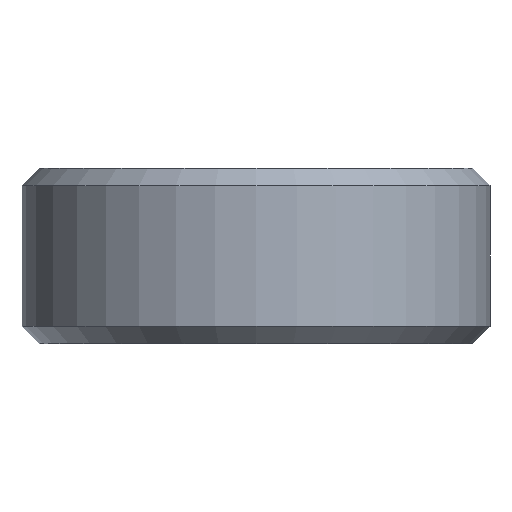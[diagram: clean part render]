
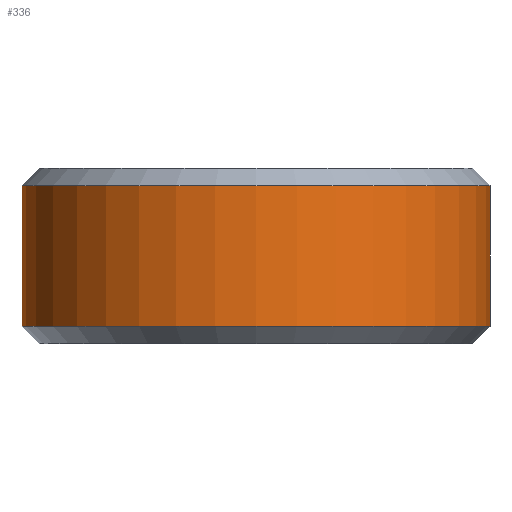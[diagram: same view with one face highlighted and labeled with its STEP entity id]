
A CAD part, left-side view. The second image highlights one B-rep face of the part: STEP entity #336.
In plain terms, the highlighted cylindrical face has radius 20 mm (diameter 40 mm), a partial arc.
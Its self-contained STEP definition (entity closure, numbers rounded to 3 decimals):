
#194=EDGE_CURVE('NONE',#256,#326,#461,.T.);
#206=VERTEX_POINT('NONE',#475);
#256=VERTEX_POINT('NONE',#534);
#326=VERTEX_POINT('NONE',#613);
#336=ADVANCED_FACE('NONE',(#626),#627,.T.);
#338=EDGE_CURVE('NONE',#206,#326,#629,.T.);
#344=EDGE_CURVE('NONE',#346,#256,#636,.T.);
#346=VERTEX_POINT('NONE',#638);
#352=EDGE_CURVE('NONE',#346,#206,#644,.T.);
#461=CIRCLE('',#763,20.0);
#475=CARTESIAN_POINT('',(0.0,-20.0,-13.5));
#534=CARTESIAN_POINT('',(0.,20.0,-1.5));
#613=CARTESIAN_POINT('',(0.0,-20.0,-1.5));
#626=FACE_OUTER_BOUND('',#1063,.T.);
#627=CYLINDRICAL_SURFACE('',#1064,20.0);
#629=LINE('',#1067,#1068);
#636=LINE('',#1078,#1079);
#638=CARTESIAN_POINT('',(0.,20.0,-13.5));
#644=CIRCLE('',#1088,20.0);
#763=AXIS2_PLACEMENT_3D('',#1198,#1199,#1200);
#1063=EDGE_LOOP('',(#1429,#1430,#1431,#1432));
#1064=AXIS2_PLACEMENT_3D('',#1433,#1434,#1435);
#1067=CARTESIAN_POINT('',(0.0,-20.0,4.475));
#1068=VECTOR('',#1436,1000.0);
#1078=CARTESIAN_POINT('',(0.,20.0,4.475));
#1079=VECTOR('',#1444,1000.0);
#1088=AXIS2_PLACEMENT_3D('',#1445,#1446,#1447);
#1198=CARTESIAN_POINT('',(0.0,0.0,-1.5));
#1199=DIRECTION('',(0.0,0.0,1.0));
#1200=DIRECTION('',(0.0,-1.0,0.0));
#1429=ORIENTED_EDGE('',*,*,#344,.F.);
#1430=ORIENTED_EDGE('',*,*,#352,.T.);
#1431=ORIENTED_EDGE('',*,*,#338,.T.);
#1432=ORIENTED_EDGE('',*,*,#194,.F.);
#1433=CARTESIAN_POINT('',(0.0,0.0,4.475));
#1434=DIRECTION('',(-0.0,-0.0,1.0));
#1435=DIRECTION('',(0.0,-1.0,0.0));
#1436=DIRECTION('',(0.0,0.0,1.0));
#1444=DIRECTION('',(0.0,0.0,1.0));
#1445=CARTESIAN_POINT('',(0.0,0.0,-13.5));
#1446=DIRECTION('',(0.0,0.0,1.0));
#1447=DIRECTION('',(0.0,-1.0,0.0));
